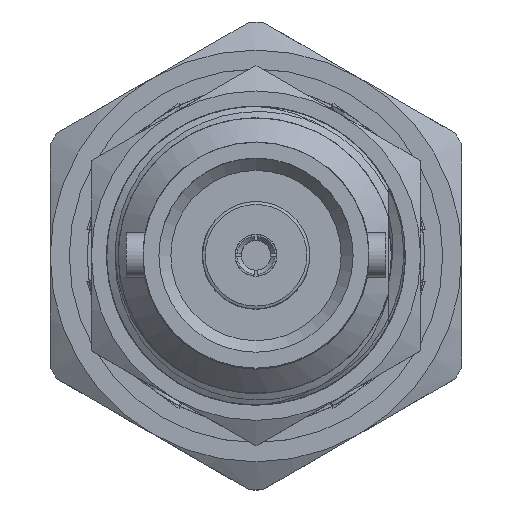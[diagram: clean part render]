
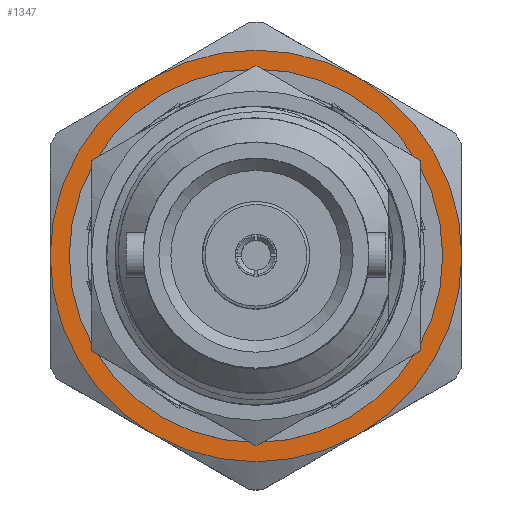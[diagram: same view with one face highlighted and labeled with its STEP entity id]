
A CAD part, top view. The second image highlights one B-rep face of the part: STEP entity #1347.
In plain terms, the highlighted face is planar.
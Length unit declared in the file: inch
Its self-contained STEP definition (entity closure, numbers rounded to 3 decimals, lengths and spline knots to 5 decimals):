
#477 = DIRECTION ( 'NONE',  ( -1., 0., 0. ) ) ;
#711 = AXIS2_PLACEMENT_3D ( 'NONE', #10935, #15855, #3675 ) ;
#988 = CARTESIAN_POINT ( 'NONE',  ( 0.75888, -0.29834, -0.17224 ) ) ;
#1145 = PLANE ( 'NONE',  #1905 ) ;
#1301 = FACE_OUTER_BOUND ( 'NONE', #13479, .T. ) ;
#1347 = ADVANCED_FACE ( 'NONE', ( #10910, #1301 ), #1145, .T. ) ;
#1496 = AXIS2_PLACEMENT_3D ( 'NONE', #14366, #10730, #6042 ) ;
#1615 = ORIENTED_EDGE ( 'NONE', *, *, #10546, .T. ) ;
#1814 = CARTESIAN_POINT ( 'NONE',  ( 0.75888, 0., 0. ) ) ;
#1905 = AXIS2_PLACEMENT_3D ( 'NONE', #8344, #7129, #10832 ) ;
#2125 = AXIS2_PLACEMENT_3D ( 'NONE', #2882, #12728, #14988 ) ;
#2192 = AXIS2_PLACEMENT_3D ( 'NONE', #3222, #477, #13054 ) ;
#2381 = CIRCLE ( 'NONE', #2125, 0.34449 ) ;
#2598 = EDGE_CURVE ( 'NONE', #12751, #2759, #14508, .T. ) ;
#2759 = VERTEX_POINT ( 'NONE', #8556 ) ;
#2882 = CARTESIAN_POINT ( 'NONE',  ( 0.75888, 0., 0. ) ) ;
#3222 = CARTESIAN_POINT ( 'NONE',  ( 0.75888, 0., 0. ) ) ;
#3225 = EDGE_CURVE ( 'NONE', #7116, #4440, #2381, .T. ) ;
#3431 = CARTESIAN_POINT ( 'NONE',  ( 0.75888, 0., 0.34449 ) ) ;
#3488 = CIRCLE ( 'NONE', #2192, 0.34449 ) ;
#3618 = VERTEX_POINT ( 'NONE', #8618 ) ;
#3669 = CIRCLE ( 'NONE', #7549, 0.34449 ) ;
#3675 = DIRECTION ( 'NONE',  ( 0., 0., 1. ) ) ;
#3879 = EDGE_CURVE ( 'NONE', #2759, #7116, #3669, .T. ) ;
#4053 = ORIENTED_EDGE ( 'NONE', *, *, #2598, .T. ) ;
#4440 = VERTEX_POINT ( 'NONE', #5747 ) ;
#4900 = ORIENTED_EDGE ( 'NONE', *, *, #3879, .T. ) ;
#5546 = DIRECTION ( 'NONE',  ( -1., 0., 0. ) ) ;
#5747 = CARTESIAN_POINT ( 'NONE',  ( 0.75888, -0.29834, 0.17224 ) ) ;
#5860 = EDGE_CURVE ( 'NONE', #14833, #12751, #3488, .T. ) ;
#6042 = DIRECTION ( 'NONE',  ( 0., 0., -1. ) ) ;
#6254 = AXIS2_PLACEMENT_3D ( 'NONE', #15222, #5546, #8129 ) ;
#7116 = VERTEX_POINT ( 'NONE', #988 ) ;
#7129 = DIRECTION ( 'NONE',  ( -1., 0., 0. ) ) ;
#7308 = EDGE_LOOP ( 'NONE', ( #9517 ) ) ;
#7549 = AXIS2_PLACEMENT_3D ( 'NONE', #15052, #7633, #13836 ) ;
#7633 = DIRECTION ( 'NONE',  ( -1., 0., 0. ) ) ;
#7829 = CARTESIAN_POINT ( 'NONE',  ( 0.75888, 0.29834, 0.17224 ) ) ;
#8129 = DIRECTION ( 'NONE',  ( 0., 0., 1. ) ) ;
#8344 = CARTESIAN_POINT ( 'NONE',  ( 0.75888, 0.31065, 0. ) ) ;
#8556 = CARTESIAN_POINT ( 'NONE',  ( 0.75888, 0., -0.34449 ) ) ;
#8618 = CARTESIAN_POINT ( 'NONE',  ( 0.75888, 0., -0.31065 ) ) ;
#9398 = DIRECTION ( 'NONE',  ( -1., 0., 0. ) ) ;
#9461 = ORIENTED_EDGE ( 'NONE', *, *, #3225, .T. ) ;
#9517 = ORIENTED_EDGE ( 'NONE', *, *, #12977, .T. ) ;
#10255 = CIRCLE ( 'NONE', #1496, 0.31065 ) ;
#10546 = EDGE_CURVE ( 'NONE', #4440, #11444, #12588, .T. ) ;
#10730 = DIRECTION ( 'NONE',  ( 1., 0., 0. ) ) ;
#10832 = DIRECTION ( 'NONE',  ( 0., 0., 1. ) ) ;
#10910 = FACE_BOUND ( 'NONE', #7308, .T. ) ;
#10935 = CARTESIAN_POINT ( 'NONE',  ( 0.75888, 0., 0. ) ) ;
#10971 = ORIENTED_EDGE ( 'NONE', *, *, #5860, .T. ) ;
#11444 = VERTEX_POINT ( 'NONE', #3431 ) ;
#11571 = DIRECTION ( 'NONE',  ( 0., 0., 1. ) ) ;
#11894 = EDGE_CURVE ( 'NONE', #11444, #14833, #15134, .T. ) ;
#12588 = CIRCLE ( 'NONE', #711, 0.34449 ) ;
#12728 = DIRECTION ( 'NONE',  ( -1., 0., 0. ) ) ;
#12751 = VERTEX_POINT ( 'NONE', #12763 ) ;
#12763 = CARTESIAN_POINT ( 'NONE',  ( 0.75888, 0.29834, -0.17224 ) ) ;
#12977 = EDGE_CURVE ( 'NONE', #3618, #3618, #10255, .T. ) ;
#13054 = DIRECTION ( 'NONE',  ( 0., 0., 1. ) ) ;
#13479 = EDGE_LOOP ( 'NONE', ( #15484, #10971, #4053, #4900, #9461, #1615 ) ) ;
#13836 = DIRECTION ( 'NONE',  ( 0., 0., 1. ) ) ;
#13852 = AXIS2_PLACEMENT_3D ( 'NONE', #1814, #9398, #11571 ) ;
#14366 = CARTESIAN_POINT ( 'NONE',  ( 0.75888, 0., 0. ) ) ;
#14508 = CIRCLE ( 'NONE', #6254, 0.34449 ) ;
#14833 = VERTEX_POINT ( 'NONE', #7829 ) ;
#14988 = DIRECTION ( 'NONE',  ( 0., 0., 1. ) ) ;
#15052 = CARTESIAN_POINT ( 'NONE',  ( 0.75888, 0., 0. ) ) ;
#15134 = CIRCLE ( 'NONE', #13852, 0.34449 ) ;
#15222 = CARTESIAN_POINT ( 'NONE',  ( 0.75888, 0., 0. ) ) ;
#15484 = ORIENTED_EDGE ( 'NONE', *, *, #11894, .T. ) ;
#15855 = DIRECTION ( 'NONE',  ( -1., 0., 0. ) ) ;
